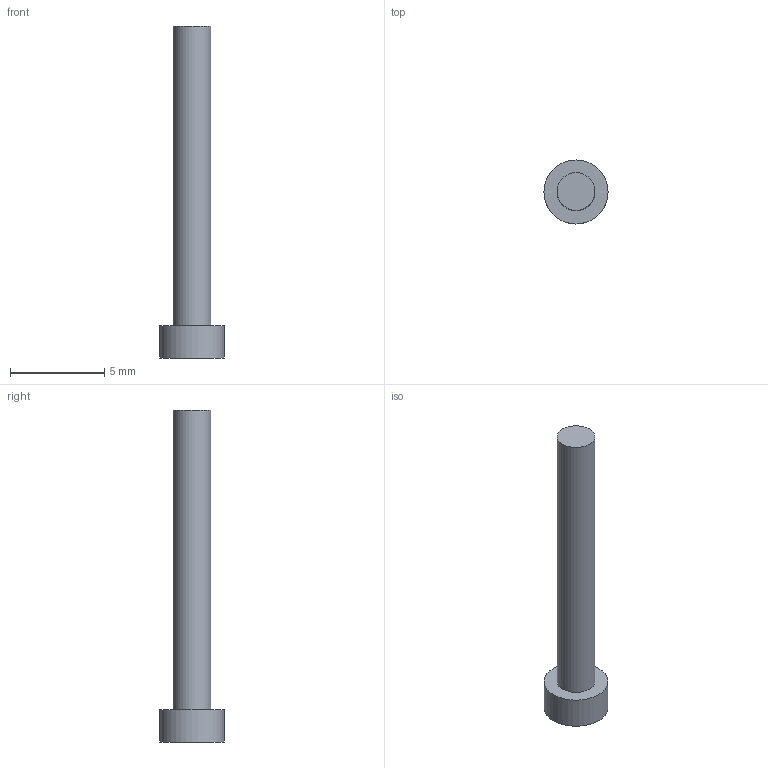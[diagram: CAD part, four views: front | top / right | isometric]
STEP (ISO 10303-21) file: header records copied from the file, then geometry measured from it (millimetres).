
FILE_DESCRIPTION(/* description */ ('FreeCAD Model'),/* implementation_level */ '2;1');
FILE_NAME(/* name */ 'm2x16_ipt_b0b766b6.STEP',/* time_stamp */ '2022-08-21T22:15:12-04:00',/* author */ ('Author'),/* organization */ (''),/* preprocessor_version */ 'ST-DEVELOPER v18.1',/* originating_system */ 'Autodesk Inventor 2021',/* authorisation */ 'Unknown');
FILE_SCHEMA (('AUTOMOTIVE_DESIGN { 1 0 10303 214 3 1 1 }'));
Length unit declared in the file: millimetre
Products named in the file (1): m2x16
Bounding box: 3.4 x 3.4 x 17.6 mm (x, y, z)
Volume: 65.4 mm3; surface area: 136.2 mm2
Topology: 1 solids, 1 shells, 6 faces, 7 edges, 5 vertices
Faces by surface type: plane 4, cylinder 2
Full cylindrical faces by diameter (mm): 2 x1, 3.4 x1
Entity records: 174 total; most frequent: DIRECTION 26, CARTESIAN_POINT 19, ORIENTED_EDGE 14, AXIS2_PLACEMENT_3D 12, EDGE_LOOP 8, EDGE_CURVE 7, FACE_OUTER_BOUND 6, ADVANCED_FACE 6
